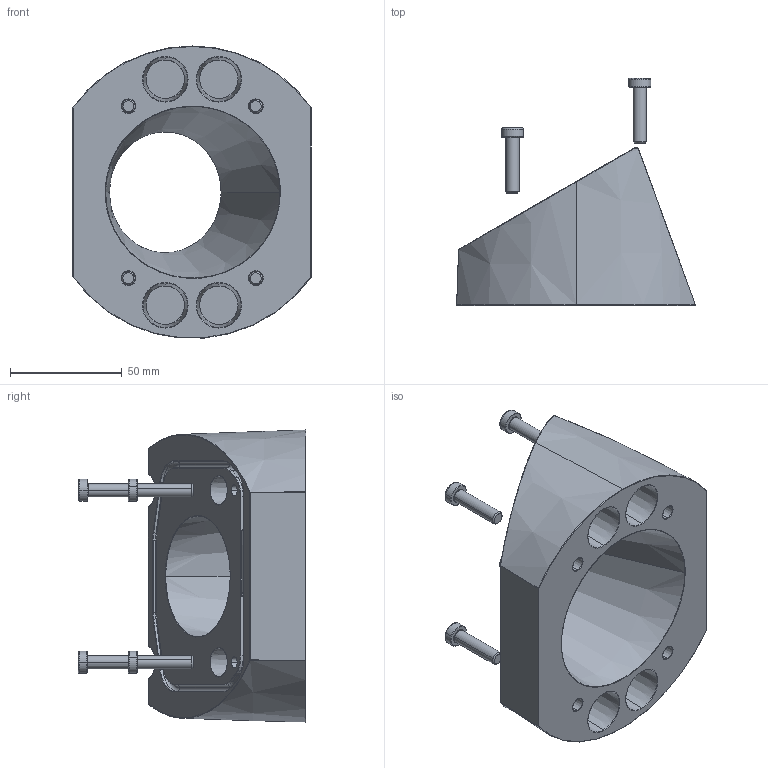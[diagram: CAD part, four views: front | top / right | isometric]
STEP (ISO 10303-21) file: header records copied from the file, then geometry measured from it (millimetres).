
FILE_DESCRIPTION (( 'STEP AP214' ), '1' );
FILE_NAME ('49517600.STEP', '2009-02-05T06:54:11', ( ' ' ), ( '' ), 'SwSTEP 2.0', 'SolidWorks 2008', '' );
FILE_SCHEMA (( 'AUTOMOTIVE_DESIGN' ));
Length unit declared in the file: millimetre
Products named in the file (5): 12430_Standard; 93264_Standard; 82003_Standard; 49517600
Assembly tree (7 placements, depth 3):
  49517600
    82003_Standard
    93264_Standard  x4
    12430_Standard
      12430_Standard
Bounding box: 106.91 x 101.83 x 130.75 mm (x, y, z)
Volume: 332606.1 mm3; surface area: 65847.3 mm2
Topology: 6 solids, 6 shells, 394 faces, 875 edges, 494 vertices
Faces by surface type: plane 101, cylinder 90, torus 85, cone 61, bspline 47, sphere 10
Entity records: 10967 total; most frequent: CARTESIAN_POINT 4114, DIRECTION 1519, ORIENTED_EDGE 1358, EDGE_CURVE 679, AXIS2_PLACEMENT_3D 661, VERTEX_POINT 389, CIRCLE 378, EDGE_LOOP 332
